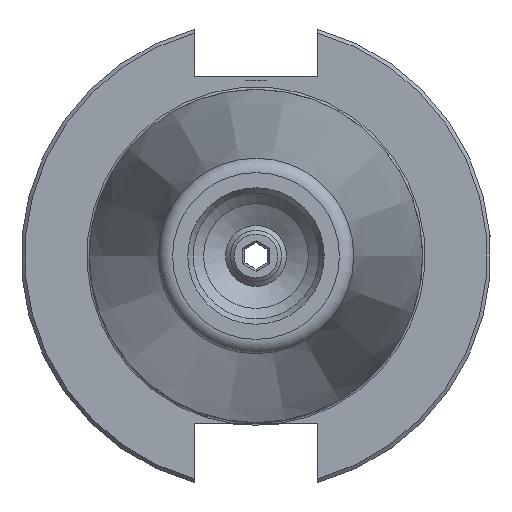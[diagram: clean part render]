
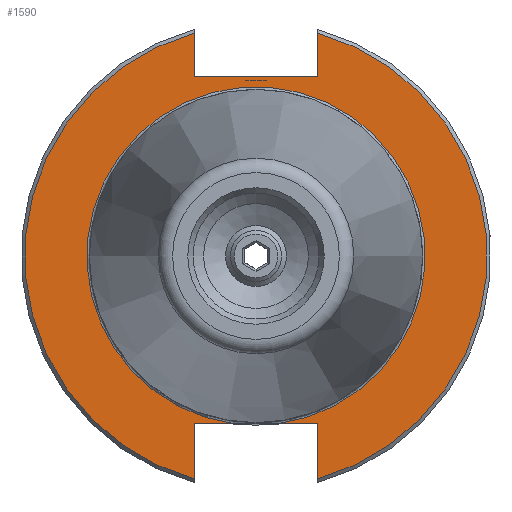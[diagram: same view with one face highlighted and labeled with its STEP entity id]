
A CAD part, left-side view. The second image highlights one B-rep face of the part: STEP entity #1590.
In plain terms, the highlighted planar face has unit normal (-1, 0, 0).
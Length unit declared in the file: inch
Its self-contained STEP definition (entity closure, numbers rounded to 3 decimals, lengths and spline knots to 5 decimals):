
#40=LINE('',#2480,#116);
#53=LINE('',#2541,#129);
#55=LINE('',#2552,#131);
#56=LINE('',#2554,#132);
#57=LINE('',#2556,#133);
#58=LINE('',#2558,#134);
#59=LINE('',#2560,#135);
#116=VECTOR('',#1972,0.45575);
#129=VECTOR('',#1995,0.45575);
#131=VECTOR('',#2005,0.32492);
#132=VECTOR('',#2006,0.36075);
#133=VECTOR('',#2007,1.015);
#134=VECTOR('',#2008,0.36075);
#135=VECTOR('',#2011,0.32492);
#267=PLANE('',#1728);
#406=FACE_OUTER_BOUND('',#532,.T.);
#532=EDGE_LOOP('',(#1185,#1186,#1187,#1188,#1189,#1190,#1191,#1192,#1193,
#1194));
#662=CIRCLE('',#1694,1.395);
#678=CIRCLE('',#1727,1.9075);
#679=CIRCLE('',#1729,1.9075);
#750=VERTEX_POINT('',#2417);
#751=VERTEX_POINT('',#2418);
#767=VERTEX_POINT('',#2477);
#768=VERTEX_POINT('',#2479);
#786=VERTEX_POINT('',#2536);
#787=VERTEX_POINT('',#2540);
#789=VERTEX_POINT('',#2546);
#790=VERTEX_POINT('',#2553);
#791=VERTEX_POINT('',#2555);
#792=VERTEX_POINT('',#2557);
#906=EDGE_CURVE('',#750,#751,#662,.T.);
#923=EDGE_CURVE('',#768,#767,#40,.T.);
#946=EDGE_CURVE('',#787,#786,#53,.T.);
#950=EDGE_CURVE('',#789,#786,#678,.T.);
#951=EDGE_CURVE('',#750,#787,#55,.T.);
#952=EDGE_CURVE('',#789,#790,#56,.T.);
#953=EDGE_CURVE('',#790,#791,#57,.T.);
#954=EDGE_CURVE('',#791,#792,#58,.T.);
#955=EDGE_CURVE('',#768,#792,#679,.T.);
#956=EDGE_CURVE('',#767,#751,#59,.T.);
#1185=ORIENTED_EDGE('',*,*,#906,.F.);
#1186=ORIENTED_EDGE('',*,*,#951,.T.);
#1187=ORIENTED_EDGE('',*,*,#946,.T.);
#1188=ORIENTED_EDGE('',*,*,#950,.F.);
#1189=ORIENTED_EDGE('',*,*,#952,.T.);
#1190=ORIENTED_EDGE('',*,*,#953,.T.);
#1191=ORIENTED_EDGE('',*,*,#954,.T.);
#1192=ORIENTED_EDGE('',*,*,#955,.F.);
#1193=ORIENTED_EDGE('',*,*,#923,.T.);
#1194=ORIENTED_EDGE('',*,*,#956,.T.);
#1590=ADVANCED_FACE('',(#406),#267,.T.);
#1694=AXIS2_PLACEMENT_3D('',#2429,#1918,#1919);
#1727=AXIS2_PLACEMENT_3D('',#2550,#2001,#2002);
#1728=AXIS2_PLACEMENT_3D('',#2551,#2003,#2004);
#1729=AXIS2_PLACEMENT_3D('',#2559,#2009,#2010);
#1918=DIRECTION('center_axis',(-1.,0.,0.));
#1919=DIRECTION('ref_axis',(0.,-1.,0.));
#1972=DIRECTION('',(0.,0.,1.));
#1995=DIRECTION('',(0.,0.,-1.));
#2001=DIRECTION('center_axis',(1.,0.,0.));
#2002=DIRECTION('ref_axis',(0.,-1.,0.));
#2003=DIRECTION('center_axis',(-1.,0.,0.));
#2004=DIRECTION('ref_axis',(0.,0.,1.));
#2005=DIRECTION('',(0.,-1.,0.));
#2006=DIRECTION('',(0.,0.,-1.));
#2007=DIRECTION('',(0.,1.,0.));
#2008=DIRECTION('',(0.,0.,1.));
#2009=DIRECTION('center_axis',(1.,0.,0.));
#2010=DIRECTION('ref_axis',(0.,1.,0.));
#2011=DIRECTION('',(0.,-1.,0.));
#2417=CARTESIAN_POINT('',(0.125,-0.18258,-1.383));
#2418=CARTESIAN_POINT('',(0.125,0.18258,-1.383));
#2429=CARTESIAN_POINT('Origin',(0.125,0.,0.));
#2477=CARTESIAN_POINT('',(0.125,0.5075,-1.383));
#2479=CARTESIAN_POINT('',(0.125,0.5075,-1.83875));
#2480=CARTESIAN_POINT('',(0.125,0.5075,-0.6915));
#2536=CARTESIAN_POINT('',(0.125,-0.5075,-1.83875));
#2540=CARTESIAN_POINT('',(0.125,-0.5075,-1.383));
#2541=CARTESIAN_POINT('',(0.125,-0.5075,-0.6915));
#2546=CARTESIAN_POINT('',(0.125,-0.5075,1.83875));
#2550=CARTESIAN_POINT('Origin',(0.125,0.,0.));
#2551=CARTESIAN_POINT('Origin',(0.125,1.65625,0.));
#2552=CARTESIAN_POINT('',(0.125,0.82813,-1.383));
#2553=CARTESIAN_POINT('',(0.125,-0.5075,1.478));
#2554=CARTESIAN_POINT('',(0.125,-0.5075,0.739));
#2555=CARTESIAN_POINT('',(0.125,0.5075,1.478));
#2556=CARTESIAN_POINT('',(0.125,0.82813,1.478));
#2557=CARTESIAN_POINT('',(0.125,0.5075,1.83875));
#2558=CARTESIAN_POINT('',(0.125,0.5075,0.739));
#2559=CARTESIAN_POINT('Origin',(0.125,0.,0.));
#2560=CARTESIAN_POINT('',(0.125,0.82813,-1.383));
